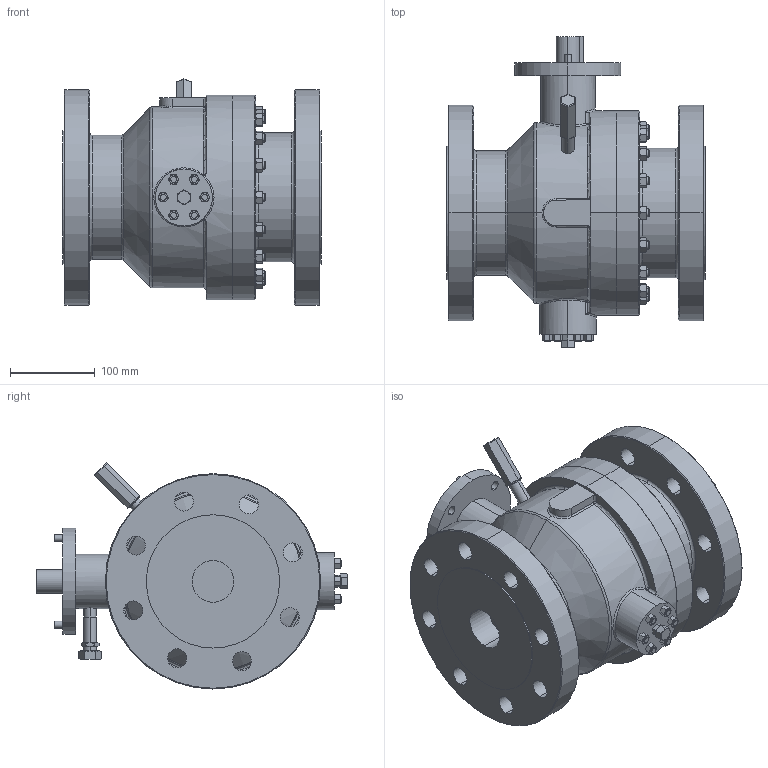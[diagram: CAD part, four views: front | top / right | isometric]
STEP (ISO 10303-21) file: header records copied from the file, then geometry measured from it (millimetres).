
FILE_DESCRIPTION (( 'STEP AP203' ), '1' );
FILE_NAME ('04-B2-300-RF-B.STEP', '2026-03-21T01:37:59', ( 'hp' ), ( '' ), 'SwSTEP 2.0', 'SolidWorks 2022', '' );
FILE_SCHEMA (( 'CONFIG_CONTROL_DESIGN' ));
Length unit declared in the file: millimetre
Products named in the file (1): 04-B2-300-RF-B
Bounding box: 305 x 367.5 x 266.72 mm (x, y, z)
Volume: 10439130 mm3; surface area: 536471.1 mm2
Topology: 31 solids, 31 shells, 780 faces, 1696 edges, 1006 vertices
Faces by surface type: cone 301, plane 277, cylinder 161, bspline 25, torus 16
Entity records: 25429 total; most frequent: CARTESIAN_POINT 9214, ORIENTED_EDGE 3380, DIRECTION 3230, EDGE_CURVE 1690, AXIS2_PLACEMENT_3D 1377, VERTEX_POINT 1006, EDGE_LOOP 854, FACE_OUTER_BOUND 780
